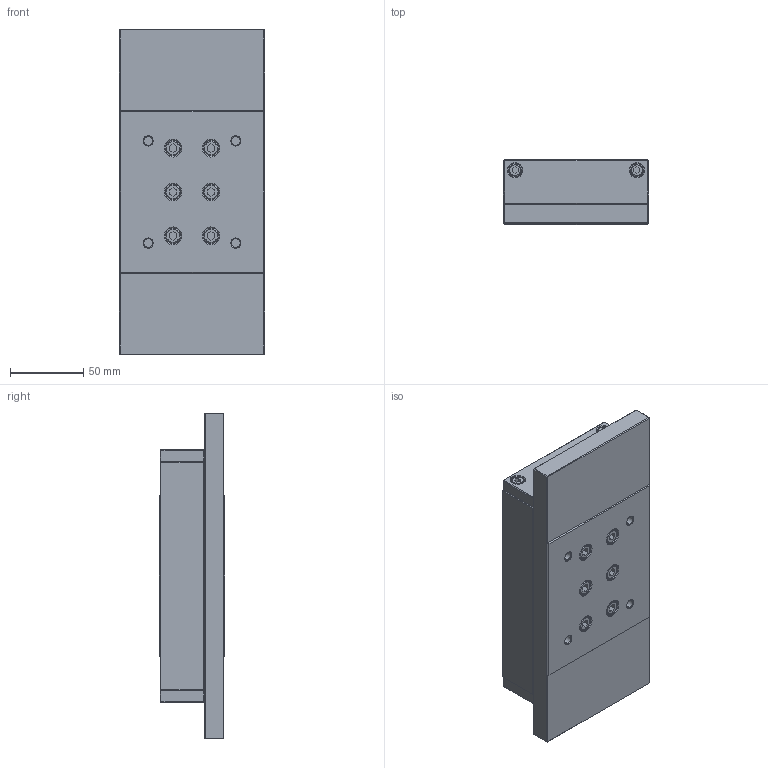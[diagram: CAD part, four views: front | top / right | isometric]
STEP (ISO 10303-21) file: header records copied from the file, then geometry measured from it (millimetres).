
FILE_DESCRIPTION (( 'STEP AP214' ), '1' );
FILE_NAME ('RTNG-6100.STEP', '2012-03-01T10:28:17', ( '' ), ( '' ), 'SwSTEP 2.0', 'SolidWorks 2011', '' );
FILE_SCHEMA (( 'AUTOMOTIVE_DESIGN' ));
Length unit declared in the file: millimetre
Products named in the file (1): RTNG-6100
Bounding box: 99.5 x 45 x 223 mm (x, y, z)
Volume: 727138.1 mm3; surface area: 140437.3 mm2
Topology: 4 solids, 4 shells, 610 faces, 1494 edges, 946 vertices
Faces by surface type: plane 416, cylinder 83, bspline 43, cone 40, torus 28
Entity records: 21601 total; most frequent: CARTESIAN_POINT 5662, ORIENTED_EDGE 2988, DIRECTION 2822, EDGE_CURVE 1494, VECTOR 1130, LINE 1130, VERTEX_POINT 946, AXIS2_PLACEMENT_3D 846
